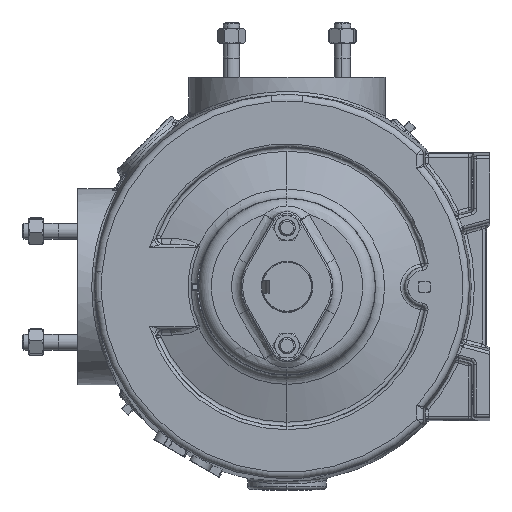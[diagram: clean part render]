
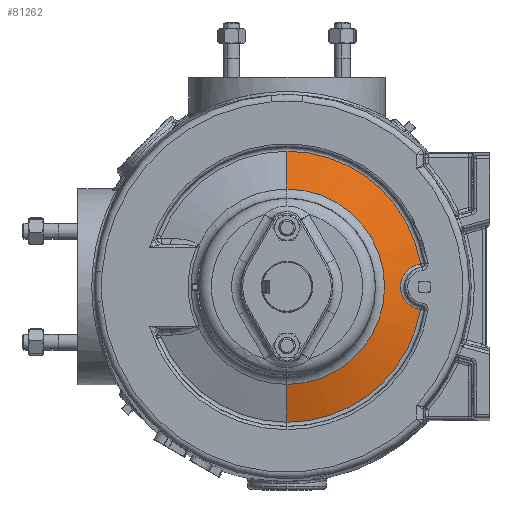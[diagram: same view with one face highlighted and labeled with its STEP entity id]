
A CAD part, left-side view. The second image highlights one B-rep face of the part: STEP entity #81262.
In plain terms, the highlighted conical face has half-angle 72 degrees and reference radius 131.558 mm.
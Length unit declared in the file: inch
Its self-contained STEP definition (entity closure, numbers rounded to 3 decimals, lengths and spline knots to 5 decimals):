
#2324 = ORIENTED_EDGE ( 'NONE', *, *, #24950, .T. ) ;
#2993 = ORIENTED_EDGE ( 'NONE', *, *, #33236, .F. ) ;
#4445 = CARTESIAN_POINT ( 'NONE',  ( -6.60683, -5.05443, -0.86277 ) ) ;
#4727 = CARTESIAN_POINT ( 'NONE',  ( -6.80747, -4.48437, -0.4809 ) ) ;
#5003 = CARTESIAN_POINT ( 'NONE',  ( -6.85283, -4.36543, 0.21569 ) ) ;
#5292 = CARTESIAN_POINT ( 'NONE',  ( -6.65649, -4.90659, 0.82044 ) ) ;
#6339 = CIRCLE ( 'NONE', #53293, 5.17946 ) ;
#6397 = DIRECTION ( 'NONE',  ( 0., 0., -1. ) ) ;
#8262 = AXIS2_PLACEMENT_3D ( 'NONE', #29079, #48924, #62497 ) ;
#8271 = CARTESIAN_POINT ( 'NONE',  ( -6.58996, 0., -5.17946 ) ) ;
#11057 = CARTESIAN_POINT ( 'NONE',  ( -6.64867, -4.92975, -0.82776 ) ) ;
#11341 = CARTESIAN_POINT ( 'NONE',  ( -6.83238, -4.41856, -0.36524 ) ) ;
#11445 = CIRCLE ( 'NONE', #76795, 5.17946 ) ;
#11650 = CARTESIAN_POINT ( 'NONE',  ( -6.8357, -4.40992, 0.3428 ) ) ;
#11931 = CARTESIAN_POINT ( 'NONE',  ( -6.60682, -5.05445, 0.86278 ) ) ;
#13411 = CARTESIAN_POINT ( 'NONE',  ( -6.58996, 0., 5.17946 ) ) ;
#13497 = VERTEX_POINT ( 'NONE', #51120 ) ;
#15087 = CARTESIAN_POINT ( 'NONE',  ( -7.06, 0., 3.73283 ) ) ;
#15438 = B_SPLINE_CURVE_WITH_KNOTS ( 'NONE', 3,
 ( #63915, #4445, #50913, #11057, #57544, #17712, #64190, #24391, #70878, #31073, #77483, #37765, #84141, #44452, #4727, #51205, #11341, #57815, #18004, #64486, #24653, #71141, #31370, #77753, #38034, #84421, #44760, #5003, #51472, #11650, #58103, #18266, #64769, #24949, #71418, #31635, #78048, #38336, #84686, #45058, #5292, #51724, #11931, #58396 ),
 .UNSPECIFIED., .F., .F.,
 ( 4, 2, 2, 2, 2, 2, 2, 2, 2, 2, 2, 2, 2, 2, 2, 2, 2, 2, 2, 2, 2, 4 ),
 ( 0., 0.00414, 0.00622, 0.00829, 0.01243, 0.01658, 0.01865, 0.02072, 0.02487, 0.02694, 0.02901, 0.03316, 0.03523, 0.0373, 0.04145, 0.04352, 0.04559, 0.04974, 0.05388, 0.05803, 0.06217, 0.06632 ),
 .UNSPECIFIED. ) ;
#15660 = CARTESIAN_POINT ( 'NONE',  ( -6.58996, -5.10592, -0.8697 ) ) ;
#16662 = EDGE_CURVE ( 'NONE', #81733, #13497, #15438, .T. ) ;
#17712 = CARTESIAN_POINT ( 'NONE',  ( -6.67331, -4.85769, -0.79885 ) ) ;
#18004 = CARTESIAN_POINT ( 'NONE',  ( -6.84688, -4.38081, -0.26477 ) ) ;
#18266 = CARTESIAN_POINT ( 'NONE',  ( -6.8224, -4.44481, 0.41492 ) ) ;
#20575 = CARTESIAN_POINT ( 'NONE',  ( -6.58996, 0., -5.17946 ) ) ;
#21808 = DIRECTION ( 'NONE',  ( 1., 0., 0. ) ) ;
#24391 = CARTESIAN_POINT ( 'NONE',  ( -6.70519, -4.76589, -0.75195 ) ) ;
#24653 = CARTESIAN_POINT ( 'NONE',  ( -6.85505, -4.35969, -0.18615 ) ) ;
#24949 = CARTESIAN_POINT ( 'NONE',  ( -6.80175, -4.49956, 0.50519 ) ) ;
#24950 = EDGE_CURVE ( 'NONE', #50790, #83746, #74013, .T. ) ;
#27129 = CARTESIAN_POINT ( 'NONE',  ( -7.06, 0., -3.73283 ) ) ;
#29079 = CARTESIAN_POINT ( 'NONE',  ( -6.58996, 0., 0. ) ) ;
#31073 = CARTESIAN_POINT ( 'NONE',  ( -6.75039, -4.6391, -0.65964 ) ) ;
#31370 = CARTESIAN_POINT ( 'NONE',  ( -6.86277, -4.33986, -0.05301 ) ) ;
#31635 = CARTESIAN_POINT ( 'NONE',  ( -6.76369, -4.60254, 0.62587 ) ) ;
#31998 = ORIENTED_EDGE ( 'NONE', *, *, #48904, .F. ) ;
#33236 = EDGE_CURVE ( 'NONE', #50790, #76593, #83051, .T. ) ;
#37765 = CARTESIAN_POINT ( 'NONE',  ( -6.78373, -4.54809, -0.56571 ) ) ;
#38034 = CARTESIAN_POINT ( 'NONE',  ( -6.8622, -4.34132, 0.05596 ) ) ;
#38336 = CARTESIAN_POINT ( 'NONE',  ( -6.72037, -4.72292, 0.72442 ) ) ;
#39678 = CARTESIAN_POINT ( 'NONE',  ( -6.58996, 0., 0. ) ) ;
#41598 = LINE ( 'NONE', #20575, #59274 ) ;
#41664 = CARTESIAN_POINT ( 'NONE',  ( -6.58996, 0., 5.17946 ) ) ;
#44452 = CARTESIAN_POINT ( 'NONE',  ( -6.80179, -4.49951, -0.50306 ) ) ;
#44760 = CARTESIAN_POINT ( 'NONE',  ( -6.85869, -4.35033, 0.13658 ) ) ;
#45058 = CARTESIAN_POINT ( 'NONE',  ( -6.6728, -4.85901, 0.80072 ) ) ;
#46176 = DIRECTION ( 'NONE',  ( 1., 0., 0. ) ) ;
#46371 = DIRECTION ( 'NONE',  ( 0., 0., -1. ) ) ;
#47837 = VECTOR ( 'NONE', #55020, 39.37008 ) ;
#48795 = CONICAL_SURFACE ( 'NONE', #8262, 5.17946, 1.257 ) ;
#48904 = EDGE_CURVE ( 'NONE', #76593, #13497, #6339, .T. ) ;
#48924 = DIRECTION ( 'NONE',  ( 1., 0., 0. ) ) ;
#50790 = VERTEX_POINT ( 'NONE', #15087 ) ;
#50913 = CARTESIAN_POINT ( 'NONE',  ( -6.62362, -5.00395, -0.85142 ) ) ;
#51120 = CARTESIAN_POINT ( 'NONE',  ( -6.58996, -5.10592, 0.8697 ) ) ;
#51205 = CARTESIAN_POINT ( 'NONE',  ( -6.82332, -4.44232, -0.41286 ) ) ;
#51472 = CARTESIAN_POINT ( 'NONE',  ( -6.84707, -4.38029, 0.26725 ) ) ;
#51724 = CARTESIAN_POINT ( 'NONE',  ( -6.6235, -5.00431, 0.85147 ) ) ;
#53293 = AXIS2_PLACEMENT_3D ( 'NONE', #85783, #46176, #6397 ) ;
#54872 = ORIENTED_EDGE ( 'NONE', *, *, #76081, .F. ) ;
#55020 = DIRECTION ( 'NONE',  ( 0.309, 0., 0.951 ) ) ;
#57544 = CARTESIAN_POINT ( 'NONE',  ( -6.65698, -4.90534, -0.81878 ) ) ;
#57815 = CARTESIAN_POINT ( 'NONE',  ( -6.84356, -4.38943, -0.29034 ) ) ;
#58103 = CARTESIAN_POINT ( 'NONE',  ( -6.8315, -4.4209, 0.36735 ) ) ;
#58396 = CARTESIAN_POINT ( 'NONE',  ( -6.58996, -5.10592, 0.8697 ) ) ;
#59175 = FACE_OUTER_BOUND ( 'NONE', #74588, .T. ) ;
#59274 = VECTOR ( 'NONE', #60397, 39.37008 ) ;
#60276 = ORIENTED_EDGE ( 'NONE', *, *, #16662, .T. ) ;
#60397 = DIRECTION ( 'NONE',  ( 0.309, 0., -0.951 ) ) ;
#61598 = CARTESIAN_POINT ( 'NONE',  ( -7.06, 0., 0. ) ) ;
#62300 = ORIENTED_EDGE ( 'NONE', *, *, #73051, .T. ) ;
#62497 = DIRECTION ( 'NONE',  ( 0., 0., -1. ) ) ;
#63915 = CARTESIAN_POINT ( 'NONE',  ( -6.58996, -5.10592, -0.8697 ) ) ;
#64190 = CARTESIAN_POINT ( 'NONE',  ( -6.68137, -4.83437, -0.78788 ) ) ;
#64486 = CARTESIAN_POINT ( 'NONE',  ( -6.85265, -4.36588, -0.21248 ) ) ;
#64769 = CARTESIAN_POINT ( 'NONE',  ( -6.81749, -4.45777, 0.438 ) ) ;
#68299 = DIRECTION ( 'NONE',  ( 0., 0., -1. ) ) ;
#69448 = VERTEX_POINT ( 'NONE', #8271 ) ;
#70878 = CARTESIAN_POINT ( 'NONE',  ( -6.72062, -4.72223, -0.72401 ) ) ;
#71141 = CARTESIAN_POINT ( 'NONE',  ( -6.86082, -4.34484, -0.10668 ) ) ;
#71418 = CARTESIAN_POINT ( 'NONE',  ( -6.78989, -4.53132, 0.5473 ) ) ;
#73051 = EDGE_CURVE ( 'NONE', #83746, #69448, #41598, .T. ) ;
#74013 = CIRCLE ( 'NONE', #76207, 3.73283 ) ;
#74588 = EDGE_LOOP ( 'NONE', ( #2993, #2324, #62300, #54872, #60276, #31998 ) ) ;
#76081 = EDGE_CURVE ( 'NONE', #81733, #69448, #11445, .T. ) ;
#76207 = AXIS2_PLACEMENT_3D ( 'NONE', #61598, #21808, #68299 ) ;
#76593 = VERTEX_POINT ( 'NONE', #13411 ) ;
#76795 = AXIS2_PLACEMENT_3D ( 'NONE', #39678, #86024, #46371 ) ;
#77483 = CARTESIAN_POINT ( 'NONE',  ( -6.76434, -4.60077, -0.62408 ) ) ;
#77753 = CARTESIAN_POINT ( 'NONE',  ( -6.86272, -4.33998, 0.02853 ) ) ;
#78048 = CARTESIAN_POINT ( 'NONE',  ( -6.74973, -4.64093, 0.66117 ) ) ;
#81262 = ADVANCED_FACE ( 'NONE', ( #59175 ), #48795, .T. ) ;
#81733 = VERTEX_POINT ( 'NONE', #15660 ) ;
#83051 = LINE ( 'NONE', #41664, #47837 ) ;
#83746 = VERTEX_POINT ( 'NONE', #27129 ) ;
#84141 = CARTESIAN_POINT ( 'NONE',  ( -6.78993, -4.53134, -0.54542 ) ) ;
#84421 = CARTESIAN_POINT ( 'NONE',  ( -6.86018, -4.3465, 0.10991 ) ) ;
#84686 = CARTESIAN_POINT ( 'NONE',  ( -6.70496, -4.76653, 0.75237 ) ) ;
#85783 = CARTESIAN_POINT ( 'NONE',  ( -6.58996, 0., 0. ) ) ;
#86024 = DIRECTION ( 'NONE',  ( 1., 0., 0. ) ) ;
